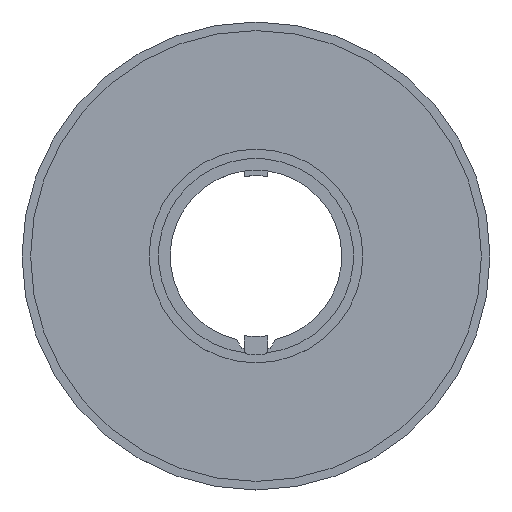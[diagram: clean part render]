
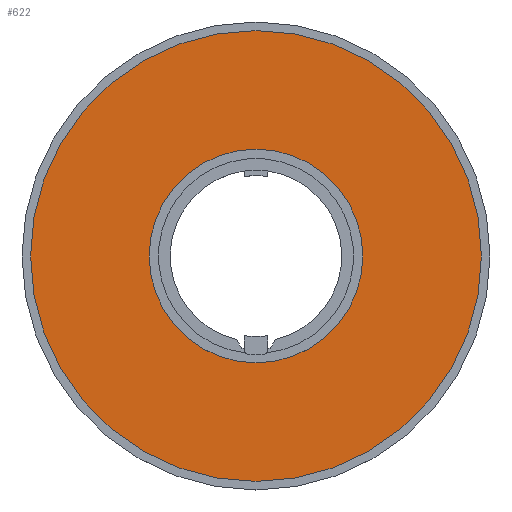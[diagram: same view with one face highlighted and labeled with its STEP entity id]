
A CAD part, top view. The second image highlights one B-rep face of the part: STEP entity #622.
In plain terms, the highlighted planar face has unit normal (0, 0, 1).
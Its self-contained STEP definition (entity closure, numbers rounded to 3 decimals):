
#622 = ADVANCED_FACE( '', ( #1270, #1271 ), #1272, .F. );
#1270 = FACE_BOUND( '', #1973, .T. );
#1271 = FACE_OUTER_BOUND( '', #1974, .T. );
#1272 = PLANE( '', #1975 );
#1973 = EDGE_LOOP( '', ( #4682 ) );
#1974 = EDGE_LOOP( '', ( #4683 ) );
#1975 = AXIS2_PLACEMENT_3D( '', #4684, #4685, #4686 );
#4682 = ORIENTED_EDGE( '', *, *, #5270, .T. );
#4683 = ORIENTED_EDGE( '', *, *, #5173, .F. );
#4684 = CARTESIAN_POINT( '', ( 0., 0., 1.4 ) );
#4685 = DIRECTION( '', ( 0., 0., -1. ) );
#4686 = DIRECTION( '', ( 0., -1., 0. ) );
#5173 = EDGE_CURVE( '', #6205, #6205, #6206, .T. );
#5270 = EDGE_CURVE( '', #6339, #6339, #6340, .T. );
#6205 = VERTEX_POINT( '', #8617 );
#6206 = CIRCLE( '', #8618, 28.9 );
#6339 = VERTEX_POINT( '', #9074 );
#6340 = CIRCLE( '', #9075, 13.7 );
#8617 = CARTESIAN_POINT( '', ( -28.9, 0., 1.4 ) );
#8618 = AXIS2_PLACEMENT_3D( '', #10356, #10357, #10358 );
#9074 = CARTESIAN_POINT( '', ( -13.7, 0., 1.4 ) );
#9075 = AXIS2_PLACEMENT_3D( '', #10414, #10415, #10416 );
#10356 = CARTESIAN_POINT( '', ( 0., 0., 1.4 ) );
#10357 = DIRECTION( '', ( 0., 0., -1. ) );
#10358 = DIRECTION( '', ( -1., 0., 0. ) );
#10414 = CARTESIAN_POINT( '', ( 0., 0., 1.4 ) );
#10415 = DIRECTION( '', ( 0., 0., -1. ) );
#10416 = DIRECTION( '', ( -1., 0., 0. ) );
